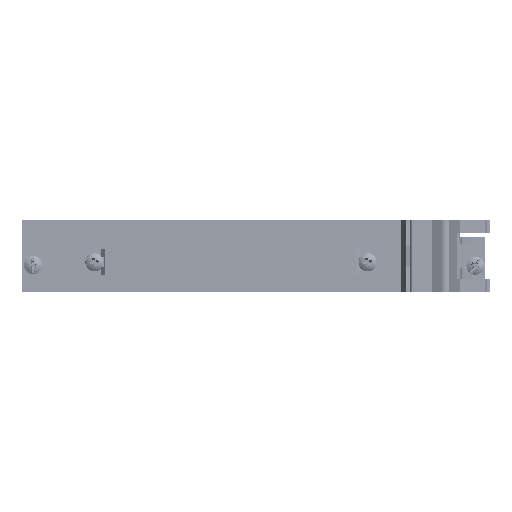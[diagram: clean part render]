
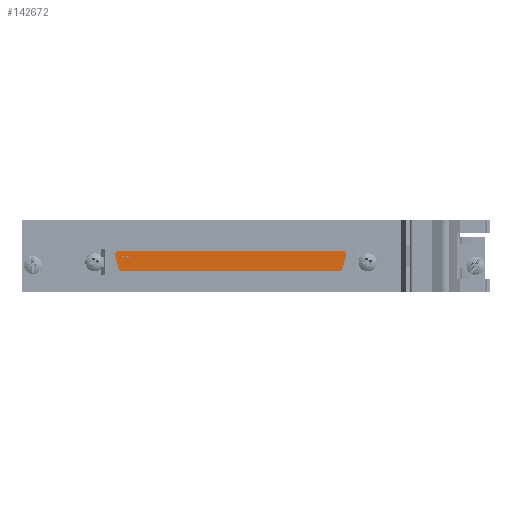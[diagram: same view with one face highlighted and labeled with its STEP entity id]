
A CAD part, left-side view. The second image highlights one B-rep face of the part: STEP entity #142672.
In plain terms, the highlighted planar face has unit normal (-1, 0, 0).
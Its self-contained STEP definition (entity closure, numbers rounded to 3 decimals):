
#26113 = AXIS2_PLACEMENT_3D ( 'NONE', #133345, #133346, #133349 ) ;
#26578 = AXIS2_PLACEMENT_3D ( 'NONE', #140160, #140163, #140165 ) ;
#26583 = AXIS2_PLACEMENT_3D ( 'NONE', #140190, #140192, #140195 ) ;
#26589 = AXIS2_PLACEMENT_3D ( 'NONE', #140223, #140226, #140228 ) ;
#26603 = AXIS2_PLACEMENT_3D ( 'NONE', #140266, #140268, #140271 ) ;
#64344 = CARTESIAN_POINT ( 'NONE',  ( -121.394, -7.664, 11.446 ) ) ;
#64354 = CARTESIAN_POINT ( 'NONE',  ( -121.394, -8.664, 10.446 ) ) ;
#64819 = CARTESIAN_POINT ( 'NONE',  ( -121.394, -8.63, 10.188 ) ) ;
#64830 = CARTESIAN_POINT ( 'NONE',  ( -121.394, 54.396, 11.446 ) ) ;
#64833 = CARTESIAN_POINT ( 'NONE',  ( -121.394, 53.405, 5.746 ) ) ;
#64840 = CARTESIAN_POINT ( 'NONE',  ( -121.394, -7.638, 6.488 ) ) ;
#64844 = CARTESIAN_POINT ( 'NONE',  ( -121.394, 54.371, 6.488 ) ) ;
#64847 = CARTESIAN_POINT ( 'NONE',  ( -121.394, 55.362, 10.188 ) ) ;
#64850 = CARTESIAN_POINT ( 'NONE',  ( -121.394, -6.673, 5.746 ) ) ;
#106844 = CIRCLE ( 'NONE', #26113, 1. ) ;
#109556 = CIRCLE ( 'NONE', #26589, 1. ) ;
#109589 = CIRCLE ( 'NONE', #26578, 1. ) ;
#109599 = LINE ( 'NONE', #140170, #109610 ) ;
#109610 = VECTOR ( 'NONE', #140176, 1000. ) ;
#109614 = CIRCLE ( 'NONE', #26583, 1. ) ;
#109623 = LINE ( 'NONE', #140199, #109634 ) ;
#109634 = VECTOR ( 'NONE', #140203, 1000. ) ;
#109647 = LINE ( 'NONE', #140219, #109652 ) ;
#109652 = VECTOR ( 'NONE', #140221, 1000. ) ;
#109656 = CIRCLE ( 'NONE', #26603, 1. ) ;
#109662 = LINE ( 'NONE', #140275, #109671 ) ;
#109671 = VECTOR ( 'NONE', #140278, 1000. ) ;
#133345 = CARTESIAN_POINT ( 'NONE',  ( -121.394, -7.664, 10.446 ) ) ;
#133346 = DIRECTION ( 'NONE',  ( -1., 0., 0. ) ) ;
#133349 = DIRECTION ( 'NONE',  ( 0., -1., 0. ) ) ;
#140160 = CARTESIAN_POINT ( 'NONE',  ( -121.394, -7.664, 10.446 ) ) ;
#140163 = DIRECTION ( 'NONE',  ( -1., 0., 0. ) ) ;
#140165 = DIRECTION ( 'NONE',  ( 0., -1., 0. ) ) ;
#140170 = CARTESIAN_POINT ( 'NONE',  ( -121.394, 54.396, 11.446 ) ) ;
#140176 = DIRECTION ( 'NONE',  ( 0., 1., 0. ) ) ;
#140190 = CARTESIAN_POINT ( 'NONE',  ( -121.394, 54.396, 10.446 ) ) ;
#140192 = DIRECTION ( 'NONE',  ( -1., 0., 0. ) ) ;
#140195 = DIRECTION ( 'NONE',  ( 0., 1., 0. ) ) ;
#140199 = CARTESIAN_POINT ( 'NONE',  ( -121.394, 55.362, 10.188 ) ) ;
#140203 = DIRECTION ( 'NONE',  ( 0., -0.259, -0.966 ) ) ;
#140219 = CARTESIAN_POINT ( 'NONE',  ( -121.394, -6.673, 5.746 ) ) ;
#140221 = DIRECTION ( 'NONE',  ( 0., -1., 0. ) ) ;
#140223 = CARTESIAN_POINT ( 'NONE',  ( -121.394, 53.405, 6.746 ) ) ;
#140226 = DIRECTION ( 'NONE',  ( -1., 0., 0. ) ) ;
#140228 = DIRECTION ( 'NONE',  ( 0., 1., 0. ) ) ;
#140266 = CARTESIAN_POINT ( 'NONE',  ( -121.394, -6.673, 6.746 ) ) ;
#140268 = DIRECTION ( 'NONE',  ( -1., 0., 0. ) ) ;
#140271 = DIRECTION ( 'NONE',  ( 0., -1., 0. ) ) ;
#140275 = CARTESIAN_POINT ( 'NONE',  ( -121.394, -8.63, 10.188 ) ) ;
#140278 = DIRECTION ( 'NONE',  ( 0., -0.259, 0.966 ) ) ;
#142672 = ADVANCED_FACE ( 'NONE', ( #225393 ), #205482, .T. ) ;
#162382 = EDGE_CURVE ( 'NONE', #318014, #318005, #106844, .T. ) ;
#163386 = EDGE_CURVE ( 'NONE', #318662, #318014, #109589, .T. ) ;
#163391 = EDGE_CURVE ( 'NONE', #318005, #318680, #109599, .T. ) ;
#163398 = EDGE_CURVE ( 'NONE', #318680, #318687, #109614, .T. ) ;
#163403 = EDGE_CURVE ( 'NONE', #318687, #318694, #109623, .T. ) ;
#163408 = EDGE_CURVE ( 'NONE', #318694, #318696, #109556, .T. ) ;
#163415 = EDGE_CURVE ( 'NONE', #318696, #318701, #109647, .T. ) ;
#163420 = EDGE_CURVE ( 'NONE', #318701, #318705, #109656, .T. ) ;
#163425 = EDGE_CURVE ( 'NONE', #318705, #318662, #109662, .T. ) ;
#205482 = PLANE ( 'NONE',  #211005 ) ;
#205554 = CARTESIAN_POINT ( 'NONE',  ( -121.394, -7.664, 10.446 ) ) ;
#205558 = DIRECTION ( 'NONE',  ( -1., 0., 0. ) ) ;
#205561 = DIRECTION ( 'NONE',  ( 0., -1., 0. ) ) ;
#211005 = AXIS2_PLACEMENT_3D ( 'NONE', #205554, #205558, #205561 ) ;
#225393 = FACE_OUTER_BOUND ( 'NONE', #257397, .T. ) ;
#257397 = EDGE_LOOP ( 'NONE', ( #331227, #331229, #331230, #331231, #331232, #331233, #331234, #331235, #331236 ) ) ;
#318005 = VERTEX_POINT ( 'NONE', #64344 ) ;
#318014 = VERTEX_POINT ( 'NONE', #64354 ) ;
#318662 = VERTEX_POINT ( 'NONE', #64819 ) ;
#318680 = VERTEX_POINT ( 'NONE', #64830 ) ;
#318687 = VERTEX_POINT ( 'NONE', #64847 ) ;
#318694 = VERTEX_POINT ( 'NONE', #64844 ) ;
#318696 = VERTEX_POINT ( 'NONE', #64833 ) ;
#318701 = VERTEX_POINT ( 'NONE', #64850 ) ;
#318705 = VERTEX_POINT ( 'NONE', #64840 ) ;
#331227 = ORIENTED_EDGE ( 'NONE', *, *, #163386, .T. ) ;
#331229 = ORIENTED_EDGE ( 'NONE', *, *, #162382, .T. ) ;
#331230 = ORIENTED_EDGE ( 'NONE', *, *, #163391, .T. ) ;
#331231 = ORIENTED_EDGE ( 'NONE', *, *, #163398, .T. ) ;
#331232 = ORIENTED_EDGE ( 'NONE', *, *, #163403, .T. ) ;
#331233 = ORIENTED_EDGE ( 'NONE', *, *, #163408, .T. ) ;
#331234 = ORIENTED_EDGE ( 'NONE', *, *, #163415, .T. ) ;
#331235 = ORIENTED_EDGE ( 'NONE', *, *, #163420, .T. ) ;
#331236 = ORIENTED_EDGE ( 'NONE', *, *, #163425, .T. ) ;
